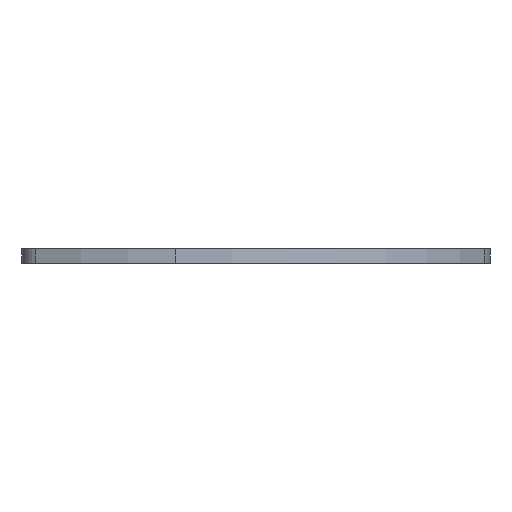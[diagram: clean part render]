
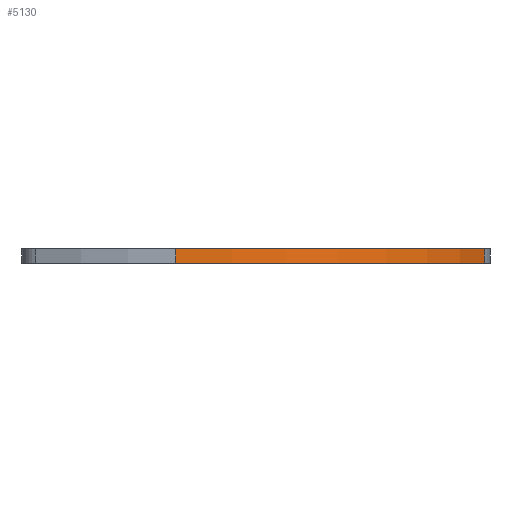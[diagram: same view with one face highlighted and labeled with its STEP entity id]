
A CAD part, left-side view. The second image highlights one B-rep face of the part: STEP entity #5130.
In plain terms, the highlighted cylindrical face has radius 147 mm (diameter 294 mm), a partial arc.
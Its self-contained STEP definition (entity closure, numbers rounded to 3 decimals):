
#133 = EDGE_CURVE ( 'NONE', #6486, #7073, #2821, .T. ) ;
#265 = CARTESIAN_POINT ( 'NONE',  ( 0., 0., 6.35 ) ) ;
#329 = DIRECTION ( 'NONE',  ( -1., 0., 0. ) ) ;
#400 = CARTESIAN_POINT ( 'NONE',  ( -147., 0., 6.35 ) ) ;
#727 = EDGE_CURVE ( 'NONE', #7233, #6286, #4201, .T. ) ;
#736 = DIRECTION ( 'NONE',  ( 0., 0., -1. ) ) ;
#1405 = ORIENTED_EDGE ( 'NONE', *, *, #4968, .F. ) ;
#1712 = EDGE_CURVE ( 'NONE', #6486, #7233, #5825, .T. ) ;
#1830 = DIRECTION ( 'NONE',  ( 0., 0., 1. ) ) ;
#1988 = DIRECTION ( 'NONE',  ( -1., 0., 0. ) ) ;
#2086 = ORIENTED_EDGE ( 'NONE', *, *, #133, .F. ) ;
#2318 = EDGE_LOOP ( 'NONE', ( #2086, #3241, #3024, #1405 ) ) ;
#2821 = CIRCLE ( 'NONE', #4104, 147. ) ;
#3022 = CARTESIAN_POINT ( 'NONE',  ( 0., 0., 0. ) ) ;
#3024 = ORIENTED_EDGE ( 'NONE', *, *, #727, .T. ) ;
#3053 = DIRECTION ( 'NONE',  ( -1., 0., 0. ) ) ;
#3058 = CARTESIAN_POINT ( 'NONE',  ( 0., 0., 6.35 ) ) ;
#3241 = ORIENTED_EDGE ( 'NONE', *, *, #1712, .T. ) ;
#3756 = LINE ( 'NONE', #4532, #6566 ) ;
#4104 = AXIS2_PLACEMENT_3D ( 'NONE', #3058, #6870, #1988 ) ;
#4189 = CARTESIAN_POINT ( 'NONE',  ( -51.716, -137.602, 6.35 ) ) ;
#4201 = CIRCLE ( 'NONE', #6897, 147. ) ;
#4338 = CARTESIAN_POINT ( 'NONE',  ( -51.716, -137.602, 0. ) ) ;
#4532 = CARTESIAN_POINT ( 'NONE',  ( -51.716, -137.602, 6.35 ) ) ;
#4780 = CARTESIAN_POINT ( 'NONE',  ( -147., 0., 0. ) ) ;
#4968 = EDGE_CURVE ( 'NONE', #7073, #6286, #3756, .T. ) ;
#4984 = DIRECTION ( 'NONE',  ( 0., 0., -1. ) ) ;
#5115 = FACE_OUTER_BOUND ( 'NONE', #2318, .T. ) ;
#5130 = ADVANCED_FACE ( 'NONE', ( #5115 ), #6285, .T. ) ;
#5507 = AXIS2_PLACEMENT_3D ( 'NONE', #265, #736, #329 ) ;
#5738 = VECTOR ( 'NONE', #6726, 1000. ) ;
#5825 = LINE ( 'NONE', #400, #5738 ) ;
#6285 = CYLINDRICAL_SURFACE ( 'NONE', #5507, 147. ) ;
#6286 = VERTEX_POINT ( 'NONE', #4338 ) ;
#6486 = VERTEX_POINT ( 'NONE', #7120 ) ;
#6566 = VECTOR ( 'NONE', #4984, 1000. ) ;
#6726 = DIRECTION ( 'NONE',  ( 0., 0., -1. ) ) ;
#6870 = DIRECTION ( 'NONE',  ( 0., 0., 1. ) ) ;
#6897 = AXIS2_PLACEMENT_3D ( 'NONE', #3022, #1830, #3053 ) ;
#7073 = VERTEX_POINT ( 'NONE', #4189 ) ;
#7120 = CARTESIAN_POINT ( 'NONE',  ( -147., 0., 6.35 ) ) ;
#7233 = VERTEX_POINT ( 'NONE', #4780 ) ;
